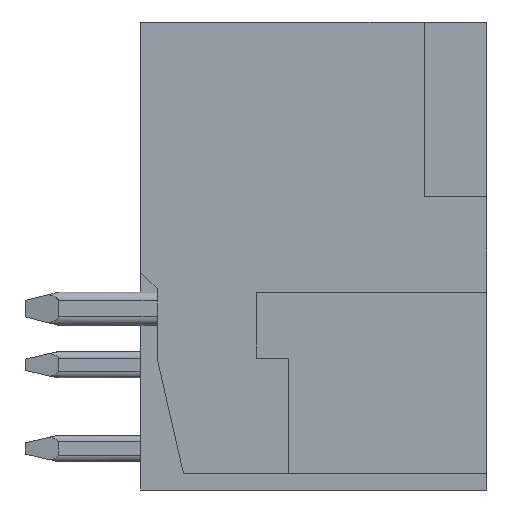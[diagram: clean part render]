
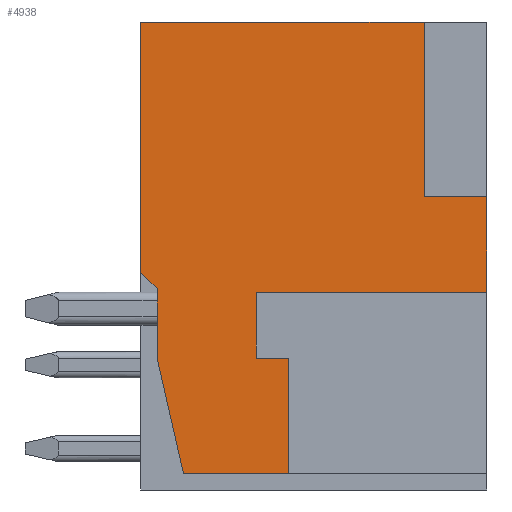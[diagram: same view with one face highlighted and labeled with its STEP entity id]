
A CAD part, front view. The second image highlights one B-rep face of the part: STEP entity #4938.
In plain terms, the highlighted planar face has unit normal (0, -1, 0).
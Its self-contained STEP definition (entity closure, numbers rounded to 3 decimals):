
#122=DIRECTION('',(1.,0.,0.));
#123=VECTOR('',#122,7.);
#124=CARTESIAN_POINT('',(-1.75,-7.59,-1.1));
#125=LINE('',#124,#123);
#602=DIRECTION('',(0.223,0.,-0.975));
#603=VECTOR('',#602,3.59);
#604=CARTESIAN_POINT('',(-4.75,-7.59,-3.1));
#605=LINE('',#604,#603);
#606=DIRECTION('',(0.,0.,1.));
#607=VECTOR('',#606,2.1);
#608=CARTESIAN_POINT('',(-4.75,-7.59,-3.1));
#609=LINE('',#608,#607);
#610=DIRECTION('',(0.707,0.,-0.707));
#611=VECTOR('',#610,0.707);
#612=CARTESIAN_POINT('',(-5.25,-7.59,-0.5));
#613=LINE('',#612,#611);
#614=DIRECTION('',(0.,0.,-1.));
#615=VECTOR('',#614,7.6);
#616=CARTESIAN_POINT('',(-5.25,-7.59,7.1));
#617=LINE('',#616,#615);
#618=DIRECTION('',(-1.,0.,0.));
#619=VECTOR('',#618,8.6);
#620=CARTESIAN_POINT('',(3.35,-7.59,7.1));
#621=LINE('',#620,#619);
#622=DIRECTION('',(0.,0.,-1.));
#623=VECTOR('',#622,5.3);
#624=CARTESIAN_POINT('',(3.35,-7.59,7.1));
#625=LINE('',#624,#623);
#626=DIRECTION('',(-1.,0.,0.));
#627=VECTOR('',#626,1.9);
#628=CARTESIAN_POINT('',(5.25,-7.59,1.8));
#629=LINE('',#628,#627);
#630=DIRECTION('',(0.,0.,1.));
#631=VECTOR('',#630,2.9);
#632=CARTESIAN_POINT('',(5.25,-7.59,-1.1));
#633=LINE('',#632,#631);
#634=DIRECTION('',(0.,0.,-1.));
#635=VECTOR('',#634,2.);
#636=CARTESIAN_POINT('',(-1.75,-7.59,-1.1));
#637=LINE('',#636,#635);
#638=DIRECTION('',(1.,0.,0.));
#639=VECTOR('',#638,1.);
#640=CARTESIAN_POINT('',(-1.75,-7.59,-3.1));
#641=LINE('',#640,#639);
#642=DIRECTION('',(0.,0.,1.));
#643=VECTOR('',#642,3.5);
#644=CARTESIAN_POINT('',(-0.75,-7.59,-6.6));
#645=LINE('',#644,#643);
#646=DIRECTION('',(1.,0.,0.));
#647=VECTOR('',#646,3.2);
#648=CARTESIAN_POINT('',(-3.95,-7.59,-6.6));
#649=LINE('',#648,#647);
#3425=CARTESIAN_POINT('',(-5.25,-7.59,7.1));
#3427=VERTEX_POINT('',#3425);
#3455=CARTESIAN_POINT('',(3.35,-7.59,7.1));
#3456=VERTEX_POINT('',#3455);
#3457=CARTESIAN_POINT('',(5.25,-7.59,1.8));
#3459=VERTEX_POINT('',#3457);
#3467=CARTESIAN_POINT('',(3.35,-7.59,1.8));
#3468=VERTEX_POINT('',#3467);
#3507=CARTESIAN_POINT('',(5.25,-7.59,-1.1));
#3508=VERTEX_POINT('',#3507);
#3513=CARTESIAN_POINT('',(-1.75,-7.59,-3.1));
#3514=CARTESIAN_POINT('',(-0.75,-7.59,-3.1));
#3515=VERTEX_POINT('',#3513);
#3516=VERTEX_POINT('',#3514);
#3519=CARTESIAN_POINT('',(-0.75,-7.59,-6.6));
#3520=VERTEX_POINT('',#3519);
#3521=CARTESIAN_POINT('',(-1.75,-7.59,-1.1));
#3522=VERTEX_POINT('',#3521);
#3525=CARTESIAN_POINT('',(-5.25,-7.59,-0.5));
#3526=CARTESIAN_POINT('',(-4.75,-7.59,-1.));
#3527=VERTEX_POINT('',#3525);
#3528=VERTEX_POINT('',#3526);
#3541=CARTESIAN_POINT('',(-4.75,-7.59,-3.1));
#3542=CARTESIAN_POINT('',(-3.95,-7.59,-6.6));
#3543=VERTEX_POINT('',#3541);
#3544=VERTEX_POINT('',#3542);
#4910=CARTESIAN_POINT('',(0.,-7.59,0.));
#4911=DIRECTION('',(0.,-1.,0.));
#4912=DIRECTION('',(1.,0.,0.));
#4913=AXIS2_PLACEMENT_3D('',#4910,#4911,#4912);
#4914=PLANE('',#4913);
#4915=ORIENTED_EDGE('',*,*,#4901,.F.);
#4916=ORIENTED_EDGE('',*,*,#4841,.T.);
#4918=ORIENTED_EDGE('',*,*,#4917,.F.);
#4920=ORIENTED_EDGE('',*,*,#4919,.F.);
#4922=ORIENTED_EDGE('',*,*,#4921,.F.);
#4924=ORIENTED_EDGE('',*,*,#4923,.T.);
#4926=ORIENTED_EDGE('',*,*,#4925,.F.);
#4928=ORIENTED_EDGE('',*,*,#4927,.F.);
#4929=ORIENTED_EDGE('',*,*,#4342,.F.);
#4930=ORIENTED_EDGE('',*,*,#4400,.T.);
#4932=ORIENTED_EDGE('',*,*,#4931,.T.);
#4934=ORIENTED_EDGE('',*,*,#4933,.F.);
#4935=ORIENTED_EDGE('',*,*,#4523,.F.);
#4936=EDGE_LOOP('',(#4915,#4916,#4918,#4920,#4922,#4924,#4926,#4928,#4929,#4930,
#4932,#4934,#4935));
#4937=FACE_OUTER_BOUND('',#4936,.F.);
#4938=ADVANCED_FACE('',(#4937),#4914,.T.);
#4342=EDGE_CURVE('',#3522,#3508,#125,.T.);
#4400=EDGE_CURVE('',#3522,#3515,#637,.T.);
#4523=EDGE_CURVE('',#3544,#3520,#649,.T.);
#4841=EDGE_CURVE('',#3543,#3528,#609,.T.);
#4901=EDGE_CURVE('',#3543,#3544,#605,.T.);
#4917=EDGE_CURVE('',#3527,#3528,#613,.T.);
#4919=EDGE_CURVE('',#3427,#3527,#617,.T.);
#4921=EDGE_CURVE('',#3456,#3427,#621,.T.);
#4923=EDGE_CURVE('',#3456,#3468,#625,.T.);
#4925=EDGE_CURVE('',#3459,#3468,#629,.T.);
#4927=EDGE_CURVE('',#3508,#3459,#633,.T.);
#4931=EDGE_CURVE('',#3515,#3516,#641,.T.);
#4933=EDGE_CURVE('',#3520,#3516,#645,.T.);
